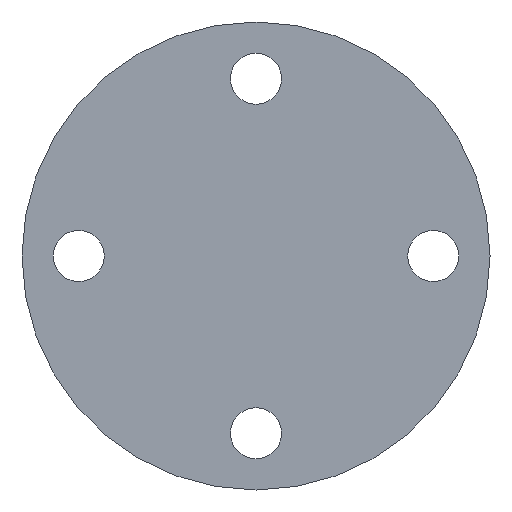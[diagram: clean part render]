
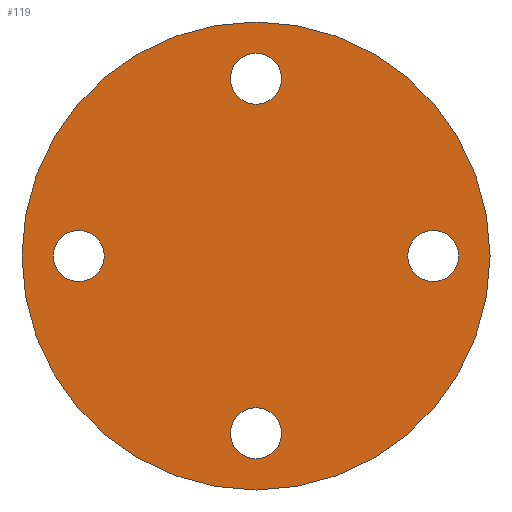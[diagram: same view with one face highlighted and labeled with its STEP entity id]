
A CAD part, left-side view. The second image highlights one B-rep face of the part: STEP entity #119.
In plain terms, the highlighted planar face has unit normal (-1, 0, 0).
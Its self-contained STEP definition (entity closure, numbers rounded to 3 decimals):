
#87 = EDGE_CURVE( '', #97, #101, #229, .T. );
#89 = VERTEX_POINT( '', #231 );
#97 = VERTEX_POINT( '', #240 );
#101 = VERTEX_POINT( '', #245 );
#105 = VERTEX_POINT( '', #250 );
#109 = EDGE_CURVE( '', #145, #105, #255, .T. );
#113 = EDGE_CURVE( '', #105, #145, #259, .T. );
#115 = VERTEX_POINT( '', #261 );
#119 = ADVANCED_FACE( '', ( #265, #266, #267, #268, #269 ), #270, .F. );
#121 = EDGE_CURVE( '', #127, #157, #272, .T. );
#125 = VERTEX_POINT( '', #276 );
#127 = VERTEX_POINT( '', #278 );
#133 = EDGE_CURVE( '', #125, #115, #284, .T. );
#137 = EDGE_CURVE( '', #115, #125, #288, .T. );
#145 = VERTEX_POINT( '', #297 );
#157 = VERTEX_POINT( '', #309 );
#161 = EDGE_CURVE( '', #101, #97, #313, .T. );
#163 = VERTEX_POINT( '', #315 );
#171 = EDGE_CURVE( '', #89, #163, #323, .T. );
#203 = EDGE_CURVE( '', #163, #89, #365, .T. );
#205 = EDGE_CURVE( '', #157, #127, #367, .T. );
#229 = CIRCLE( '', #382, 82.5 );
#231 = CARTESIAN_POINT( '', ( 0., -71.5, 0. ) );
#240 = CARTESIAN_POINT( '', ( 0., 0., 82.5 ) );
#245 = CARTESIAN_POINT( '', ( 0., 0., -82.5 ) );
#250 = CARTESIAN_POINT( '', ( 0., 9., -62.5 ) );
#255 = CIRCLE( '', #409, 9. );
#259 = CIRCLE( '', #416, 9. );
#261 = CARTESIAN_POINT( '', ( 0., 9., 62.5 ) );
#265 = FACE_BOUND( '', #423, .T. );
#266 = FACE_BOUND( '', #424, .T. );
#267 = FACE_BOUND( '', #425, .T. );
#268 = FACE_BOUND( '', #426, .T. );
#269 = FACE_OUTER_BOUND( '', #427, .T. );
#270 = PLANE( '', #428 );
#272 = CIRCLE( '', #431, 9. );
#276 = CARTESIAN_POINT( '', ( 0., -9., 62.5 ) );
#278 = CARTESIAN_POINT( '', ( 0., 71.5, 0. ) );
#284 = CIRCLE( '', #448, 9. );
#288 = CIRCLE( '', #453, 9. );
#297 = CARTESIAN_POINT( '', ( 0., -9., -62.5 ) );
#309 = CARTESIAN_POINT( '', ( 0., 53.5, 0. ) );
#313 = CIRCLE( '', #483, 82.5 );
#315 = CARTESIAN_POINT( '', ( 0., -53.5, 0. ) );
#323 = CIRCLE( '', #495, 9. );
#365 = CIRCLE( '', #551, 9. );
#367 = CIRCLE( '', #554, 9. );
#382 = AXIS2_PLACEMENT_3D( '', #566, #567, #568 );
#409 = AXIS2_PLACEMENT_3D( '', #605, #606, #607 );
#416 = AXIS2_PLACEMENT_3D( '', #609, #610, #611 );
#423 = EDGE_LOOP( '', ( #616, #617 ) );
#424 = EDGE_LOOP( '', ( #618, #619 ) );
#425 = EDGE_LOOP( '', ( #620, #621 ) );
#426 = EDGE_LOOP( '', ( #622, #623 ) );
#427 = EDGE_LOOP( '', ( #624, #625 ) );
#428 = AXIS2_PLACEMENT_3D( '', #626, #627, #628 );
#431 = AXIS2_PLACEMENT_3D( '', #629, #630, #631 );
#448 = AXIS2_PLACEMENT_3D( '', #634, #635, #636 );
#453 = AXIS2_PLACEMENT_3D( '', #637, #638, #639 );
#483 = AXIS2_PLACEMENT_3D( '', #655, #656, #657 );
#495 = AXIS2_PLACEMENT_3D( '', #661, #662, #663 );
#551 = AXIS2_PLACEMENT_3D( '', #732, #733, #734 );
#554 = AXIS2_PLACEMENT_3D( '', #735, #736, #737 );
#566 = CARTESIAN_POINT( '', ( 0., 0., 0. ) );
#567 = DIRECTION( '', ( 1., 0., 0. ) );
#568 = DIRECTION( '', ( 0., 0., -1. ) );
#605 = CARTESIAN_POINT( '', ( 0., 0., -62.5 ) );
#606 = DIRECTION( '', ( 1., 0., 0. ) );
#607 = DIRECTION( '', ( 0., 1., 0. ) );
#609 = CARTESIAN_POINT( '', ( 0., 0., -62.5 ) );
#610 = DIRECTION( '', ( 1., 0., 0. ) );
#611 = DIRECTION( '', ( 0., 1., 0. ) );
#616 = ORIENTED_EDGE( '', *, *, #137, .T. );
#617 = ORIENTED_EDGE( '', *, *, #133, .T. );
#618 = ORIENTED_EDGE( '', *, *, #203, .T. );
#619 = ORIENTED_EDGE( '', *, *, #171, .T. );
#620 = ORIENTED_EDGE( '', *, *, #113, .T. );
#621 = ORIENTED_EDGE( '', *, *, #109, .T. );
#622 = ORIENTED_EDGE( '', *, *, #121, .T. );
#623 = ORIENTED_EDGE( '', *, *, #205, .T. );
#624 = ORIENTED_EDGE( '', *, *, #161, .F. );
#625 = ORIENTED_EDGE( '', *, *, #87, .F. );
#626 = CARTESIAN_POINT( '', ( 0., 0., 0. ) );
#627 = DIRECTION( '', ( 1., 0., 0. ) );
#628 = DIRECTION( '', ( 0., 0., -1. ) );
#629 = CARTESIAN_POINT( '', ( 0., 62.5, 0. ) );
#630 = DIRECTION( '', ( 1., 0., 0. ) );
#631 = DIRECTION( '', ( 0., 1., 0. ) );
#634 = CARTESIAN_POINT( '', ( 0., 0., 62.5 ) );
#635 = DIRECTION( '', ( 1., 0., 0. ) );
#636 = DIRECTION( '', ( 0., 1., 0. ) );
#637 = CARTESIAN_POINT( '', ( 0., 0., 62.5 ) );
#638 = DIRECTION( '', ( 1., 0., 0. ) );
#639 = DIRECTION( '', ( 0., 1., 0. ) );
#655 = CARTESIAN_POINT( '', ( 0., 0., 0. ) );
#656 = DIRECTION( '', ( 1., 0., 0. ) );
#657 = DIRECTION( '', ( 0., 0., -1. ) );
#661 = CARTESIAN_POINT( '', ( 0., -62.5, 0. ) );
#662 = DIRECTION( '', ( 1., 0., 0. ) );
#663 = DIRECTION( '', ( 0., 1., 0. ) );
#732 = CARTESIAN_POINT( '', ( 0., -62.5, 0. ) );
#733 = DIRECTION( '', ( 1., 0., 0. ) );
#734 = DIRECTION( '', ( 0., 1., 0. ) );
#735 = CARTESIAN_POINT( '', ( 0., 62.5, 0. ) );
#736 = DIRECTION( '', ( 1., 0., 0. ) );
#737 = DIRECTION( '', ( 0., 1., 0. ) );
